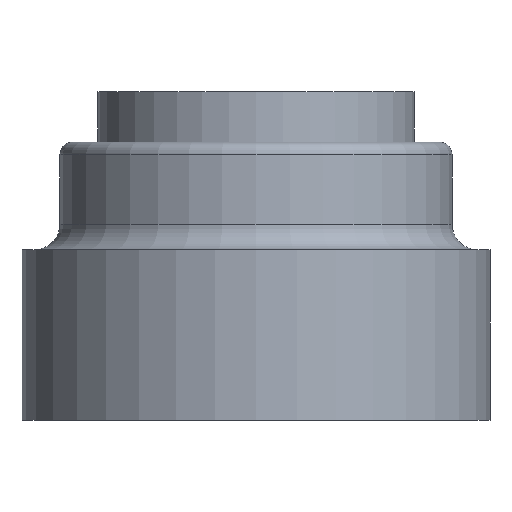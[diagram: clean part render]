
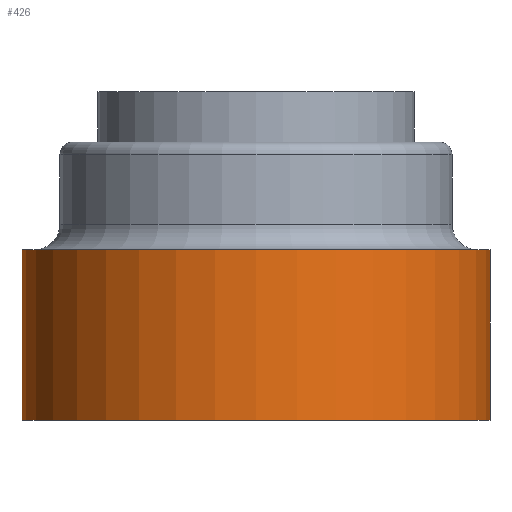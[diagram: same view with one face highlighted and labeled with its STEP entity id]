
A CAD part, left-side view. The second image highlights one B-rep face of the part: STEP entity #426.
In plain terms, the highlighted cylindrical face has radius 18.5 mm (diameter 37 mm), a partial arc.
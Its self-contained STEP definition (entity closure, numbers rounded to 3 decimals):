
#2=DIRECTION('',(0.,0.,1.));
#3=VECTOR('',#2,13.5);
#4=CARTESIAN_POINT('',(0.,18.5,-26.));
#5=LINE('',#4,#3);
#6=DIRECTION('',(0.,0.,1.));
#7=VECTOR('',#6,13.5);
#8=CARTESIAN_POINT('',(0.,-18.5,-26.));
#9=LINE('',#8,#7);
#10=CARTESIAN_POINT('',(0.,0.,-26.));
#11=DIRECTION('',(0.,0.,1.));
#12=DIRECTION('',(0.,1.,0.));
#13=AXIS2_PLACEMENT_3D('',#10,#11,#12);
#25=CARTESIAN_POINT('',(0.,0.,-12.5));
#26=DIRECTION('',(0.,0.,1.));
#27=DIRECTION('',(0.,1.,0.));
#28=AXIS2_PLACEMENT_3D('',#25,#26,#27);
#314=CARTESIAN_POINT('',(0.,18.5,-26.));
#315=CARTESIAN_POINT('',(0.,18.5,-12.5));
#316=VERTEX_POINT('',#314);
#317=VERTEX_POINT('',#315);
#322=CARTESIAN_POINT('',(0.,-18.5,-26.));
#323=CARTESIAN_POINT('',(0.,-18.5,-12.5));
#324=VERTEX_POINT('',#322);
#325=VERTEX_POINT('',#323);
#412=CARTESIAN_POINT('',(0.,0.,1.3));
#413=DIRECTION('',(0.,0.,-1.));
#414=DIRECTION('',(0.,-1.,0.));
#415=AXIS2_PLACEMENT_3D('',#412,#413,#414);
#416=CYLINDRICAL_SURFACE('',#415,18.5);
#418=ORIENTED_EDGE('',*,*,#417,.T.);
#420=ORIENTED_EDGE('',*,*,#419,.T.);
#422=ORIENTED_EDGE('',*,*,#421,.F.);
#423=ORIENTED_EDGE('',*,*,#399,.F.);
#424=EDGE_LOOP('',(#418,#420,#422,#423));
#425=FACE_OUTER_BOUND('',#424,.F.);
#426=ADVANCED_FACE('',(#425),#416,.T.);
#14=CIRCLE('',#13,18.5);
#29=CIRCLE('',#28,18.5);
#399=EDGE_CURVE('',#316,#324,#14,.T.);
#417=EDGE_CURVE('',#316,#317,#5,.T.);
#419=EDGE_CURVE('',#317,#325,#29,.T.);
#421=EDGE_CURVE('',#324,#325,#9,.T.);
